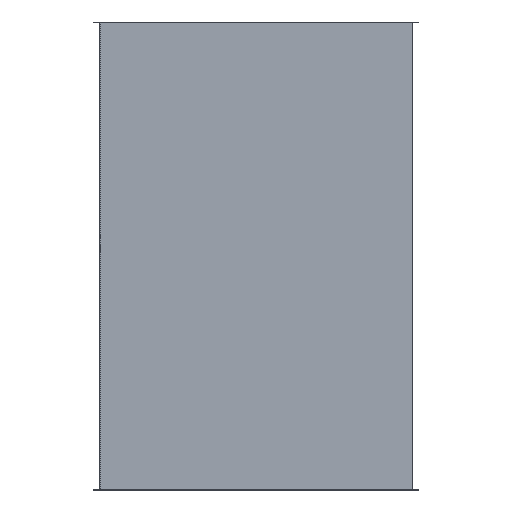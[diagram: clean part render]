
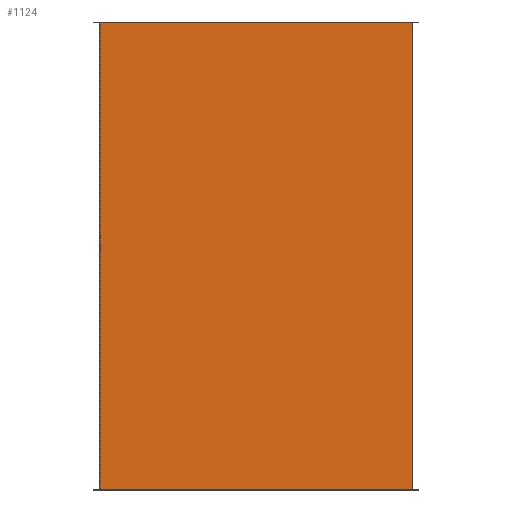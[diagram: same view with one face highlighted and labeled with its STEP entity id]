
A CAD part, front view. The second image highlights one B-rep face of the part: STEP entity #1124.
In plain terms, the highlighted planar face has unit normal (0, -1, 0).
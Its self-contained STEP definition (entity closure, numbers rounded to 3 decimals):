
#67 = ORIENTED_EDGE ( 'NONE', *, *, #1498, .T. ) ;
#68 = ORIENTED_EDGE ( 'NONE', *, *, #1501, .F. ) ;
#69 = ORIENTED_EDGE ( 'NONE', *, *, #1493, .F. ) ;
#70 = ORIENTED_EDGE ( 'NONE', *, *, #1500, .F. ) ;
#623 = PLANE ( 'NONE',  #1529 ) ;
#624 = CARTESIAN_POINT ( 'NONE',  ( 500., -251., 750. ) ) ;
#629 = DIRECTION ( 'NONE',  ( 0., 1., 0. ) ) ;
#630 = DIRECTION ( 'NONE',  ( -1., 0., 0. ) ) ;
#735 = CARTESIAN_POINT ( 'NONE',  ( -501., -251., -749. ) ) ;
#762 = CARTESIAN_POINT ( 'NONE',  ( -501., -251., 749. ) ) ;
#777 = CARTESIAN_POINT ( 'NONE',  ( 501., -251., -749. ) ) ;
#807 = CARTESIAN_POINT ( 'NONE',  ( 501., -251., 749. ) ) ;
#979 = CARTESIAN_POINT ( 'NONE',  ( 501., -251., 750. ) ) ;
#985 = DIRECTION ( 'NONE',  ( 0., 0., -1. ) ) ;
#994 = CARTESIAN_POINT ( 'NONE',  ( -501., -251., 750. ) ) ;
#996 = DIRECTION ( 'NONE',  ( 0., 0., -1. ) ) ;
#998 = CARTESIAN_POINT ( 'NONE',  ( 500., -251., -749. ) ) ;
#999 = DIRECTION ( 'NONE',  ( -1., 0., 0. ) ) ;
#1000 = CARTESIAN_POINT ( 'NONE',  ( 500., -251., 749. ) ) ;
#1002 = DIRECTION ( 'NONE',  ( 1., 0., 0. ) ) ;
#1124 = ADVANCED_FACE ( 'NONE', ( #1688 ), #623, .F. ) ;
#1216 = VERTEX_POINT ( 'NONE', #735 ) ;
#1329 = VERTEX_POINT ( 'NONE', #762 ) ;
#1352 = VERTEX_POINT ( 'NONE', #777 ) ;
#1409 = EDGE_LOOP ( 'NONE', ( #70, #69, #68, #67 ) ) ;
#1432 = VERTEX_POINT ( 'NONE', #807 ) ;
#1493 = EDGE_CURVE ( 'NONE', #1432, #1352, #1825, .T. ) ;
#1498 = EDGE_CURVE ( 'NONE', #1329, #1216, #1837, .T. ) ;
#1500 = EDGE_CURVE ( 'NONE', #1352, #1216, #1841, .T. ) ;
#1501 = EDGE_CURVE ( 'NONE', #1329, #1432, #1843, .T. ) ;
#1529 = AXIS2_PLACEMENT_3D ( 'NONE', #624, #629, #630 ) ;
#1688 = FACE_OUTER_BOUND ( 'NONE', #1409, .T. ) ;
#1825 = LINE ( 'NONE', #979, #1830 ) ;
#1830 = VECTOR ( 'NONE', #985, 1000. ) ;
#1837 = LINE ( 'NONE', #994, #1840 ) ;
#1840 = VECTOR ( 'NONE', #996, 1000. ) ;
#1841 = LINE ( 'NONE', #998, #1844 ) ;
#1843 = LINE ( 'NONE', #1000, #1846 ) ;
#1844 = VECTOR ( 'NONE', #999, 1000. ) ;
#1846 = VECTOR ( 'NONE', #1002, 1000. ) ;
